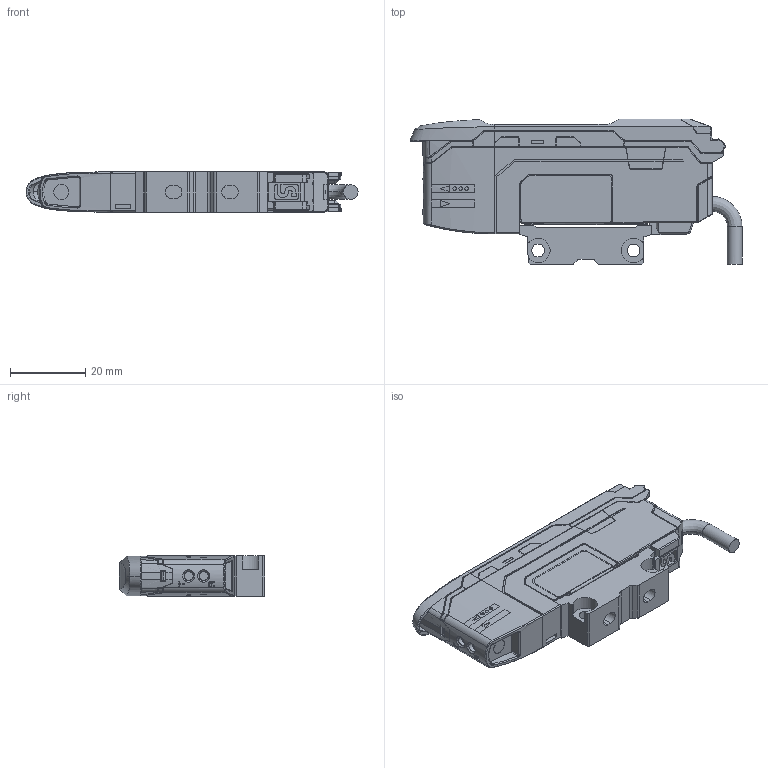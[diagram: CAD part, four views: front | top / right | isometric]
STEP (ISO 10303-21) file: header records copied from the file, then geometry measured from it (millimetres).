
FILE_DESCRIPTION(/* description */ ('STEP AP203'),/* implementation_level */ '2;1');
FILE_NAME(/* name */ 'FS-N41_43.stp',/* time_stamp */ '2022-01-19T13:36:40+00:00',/* author */ ('Sandfield Engineering'),/* organization */ ('Sandfield Engineering'),/* preprocessor_version */ 'ST-DEVELOPER v18.1',/* originating_system */ 'Autodesk Inventor 2021',/* authorisation */ '');
FILE_SCHEMA (('AUTOMOTIVE_DESIGN { 1 0 10303 214 3 1 1 }'));
Products named in the file (3): FS-N41_43; FS-N41_43_1; OP-88245
Assembly tree (2 placements, depth 2):
  FS-N41_43
    FS-N41_43_1
    OP-88245
Bounding box: 88.28 x 38.7 x 10.7 mm (x, y, z)
Volume: 24787.9 mm3; surface area: 10252.9 mm2
Topology: 2 solids, 2 shells, 1411 faces, 3968 edges, 2584 vertices
Faces by surface type: plane 804, cylinder 407, bspline 142, torus 29, cone 24, sphere 5
Full cylindrical faces by diameter (mm): 0.9 x6, 1.4 x2, 2.02 x1, 2.45 x2, 3.4 x2, 3.9 x2, 4 x1, 7.2 x2
Entity records: 59932 total; most frequent: CARTESIAN_POINT 22549, ORIENTED_EDGE 7924, DIRECTION 6936, EDGE_CURVE 3962, LINE 2594, VECTOR 2594, VERTEX_POINT 2584, AXIS2_PLACEMENT_3D 2171
